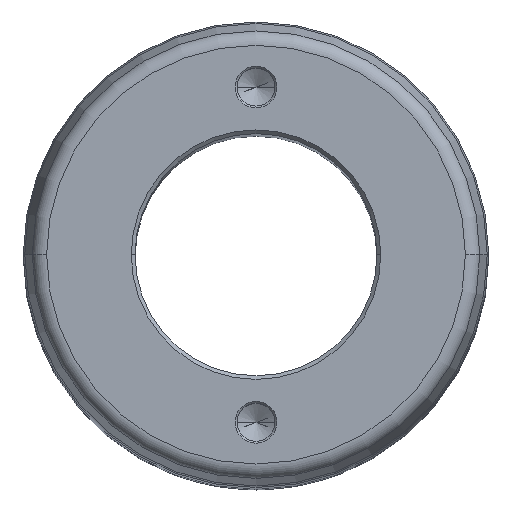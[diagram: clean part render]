
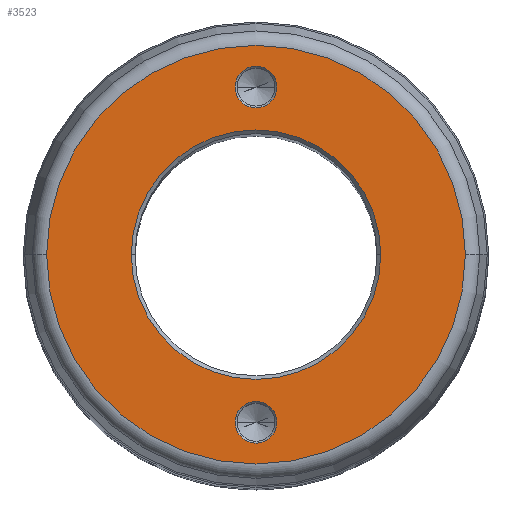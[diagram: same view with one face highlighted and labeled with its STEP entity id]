
A CAD part, top view. The second image highlights one B-rep face of the part: STEP entity #3523.
In plain terms, the highlighted planar face has unit normal (0, 0, 1).
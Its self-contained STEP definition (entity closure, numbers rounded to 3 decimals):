
#5 = CARTESIAN_POINT ( 'NONE',  ( -56.215, 0., 400. ) ) ;
#39 = ORIENTED_EDGE ( 'NONE', *, *, #2175, .T. ) ;
#74 = CIRCLE ( 'NONE', #1829, 5.6 ) ;
#180 = DIRECTION ( 'NONE',  ( 0., 0., 1. ) ) ;
#187 = EDGE_LOOP ( 'NONE', ( #1618, #39 ) ) ;
#209 = CARTESIAN_POINT ( 'NONE',  ( 0., 0., 400. ) ) ;
#399 = AXIS2_PLACEMENT_3D ( 'NONE', #2161, #420, #1015 ) ;
#420 = DIRECTION ( 'NONE',  ( 0., 0., -1. ) ) ;
#452 = EDGE_CURVE ( 'NONE', #1139, #3386, #973, .T. ) ;
#538 = CARTESIAN_POINT ( 'NONE',  ( 33.5, 0., 400. ) ) ;
#552 = EDGE_CURVE ( 'NONE', #3090, #872, #1332, .T. ) ;
#565 = CARTESIAN_POINT ( 'NONE',  ( 5.6, 45., 400. ) ) ;
#646 = CARTESIAN_POINT ( 'NONE',  ( 0., 45., 400. ) ) ;
#666 = CARTESIAN_POINT ( 'NONE',  ( 56.215, 0., 400. ) ) ;
#701 = CARTESIAN_POINT ( 'NONE',  ( 0., 45., 400. ) ) ;
#704 = CARTESIAN_POINT ( 'NONE',  ( 5.6, -45., 400. ) ) ;
#748 = EDGE_CURVE ( 'NONE', #893, #2318, #2230, .T. ) ;
#759 = FACE_OUTER_BOUND ( 'NONE', #1262, .T. ) ;
#798 = CIRCLE ( 'NONE', #399, 5.6 ) ;
#829 = EDGE_CURVE ( 'NONE', #872, #3090, #74, .T. ) ;
#847 = FACE_BOUND ( 'NONE', #1880, .T. ) ;
#872 = VERTEX_POINT ( 'NONE', #2878 ) ;
#893 = VERTEX_POINT ( 'NONE', #2090 ) ;
#961 = CARTESIAN_POINT ( 'NONE',  ( 0., -45., 400. ) ) ;
#973 = CIRCLE ( 'NONE', #2085, 5.6 ) ;
#1015 = DIRECTION ( 'NONE',  ( 1., 0., 0. ) ) ;
#1074 = CARTESIAN_POINT ( 'NONE',  ( 0., 0., 400. ) ) ;
#1087 = DIRECTION ( 'NONE',  ( 0., 0., 1. ) ) ;
#1126 = AXIS2_PLACEMENT_3D ( 'NONE', #2529, #3654, #2498 ) ;
#1129 = DIRECTION ( 'NONE',  ( 0., 0., -1. ) ) ;
#1139 = VERTEX_POINT ( 'NONE', #704 ) ;
#1262 = EDGE_LOOP ( 'NONE', ( #3651, #2255 ) ) ;
#1326 = ORIENTED_EDGE ( 'NONE', *, *, #829, .T. ) ;
#1327 = DIRECTION ( 'NONE',  ( 1., 0., 0. ) ) ;
#1332 = CIRCLE ( 'NONE', #3068, 5.6 ) ;
#1334 = CARTESIAN_POINT ( 'NONE',  ( -5.6, -45., 400. ) ) ;
#1471 = VERTEX_POINT ( 'NONE', #666 ) ;
#1533 = ORIENTED_EDGE ( 'NONE', *, *, #748, .T. ) ;
#1573 = DIRECTION ( 'NONE',  ( 1., 0., 0. ) ) ;
#1618 = ORIENTED_EDGE ( 'NONE', *, *, #452, .T. ) ;
#1631 = FACE_BOUND ( 'NONE', #3558, .T. ) ;
#1680 = EDGE_CURVE ( 'NONE', #2318, #893, #3193, .T. ) ;
#1772 = DIRECTION ( 'NONE',  ( 1., 0., 0. ) ) ;
#1829 = AXIS2_PLACEMENT_3D ( 'NONE', #646, #3528, #1832 ) ;
#1832 = DIRECTION ( 'NONE',  ( 1., 0., 0. ) ) ;
#1880 = EDGE_LOOP ( 'NONE', ( #2329, #1533 ) ) ;
#2023 = AXIS2_PLACEMENT_3D ( 'NONE', #209, #1087, #3660 ) ;
#2085 = AXIS2_PLACEMENT_3D ( 'NONE', #961, #2679, #2114 ) ;
#2090 = CARTESIAN_POINT ( 'NONE',  ( -33.5, 0., 400. ) ) ;
#2114 = DIRECTION ( 'NONE',  ( 1., 0., 0. ) ) ;
#2127 = DIRECTION ( 'NONE',  ( 0., 0., -1. ) ) ;
#2161 = CARTESIAN_POINT ( 'NONE',  ( 0., -45., 400. ) ) ;
#2175 = EDGE_CURVE ( 'NONE', #3386, #1139, #798, .T. ) ;
#2188 = ORIENTED_EDGE ( 'NONE', *, *, #552, .T. ) ;
#2230 = CIRCLE ( 'NONE', #3013, 33.5 ) ;
#2255 = ORIENTED_EDGE ( 'NONE', *, *, #3335, .T. ) ;
#2314 = CARTESIAN_POINT ( 'NONE',  ( 0., 0., 400. ) ) ;
#2318 = VERTEX_POINT ( 'NONE', #538 ) ;
#2329 = ORIENTED_EDGE ( 'NONE', *, *, #1680, .T. ) ;
#2498 = DIRECTION ( 'NONE',  ( 1., 0., 0. ) ) ;
#2529 = CARTESIAN_POINT ( 'NONE',  ( 0., 0., 400. ) ) ;
#2642 = EDGE_CURVE ( 'NONE', #1471, #3634, #3322, .T. ) ;
#2679 = DIRECTION ( 'NONE',  ( 0., 0., -1. ) ) ;
#2709 = FACE_BOUND ( 'NONE', #187, .T. ) ;
#2762 = AXIS2_PLACEMENT_3D ( 'NONE', #3645, #3061, #1327 ) ;
#2819 = PLANE ( 'NONE',  #3368 ) ;
#2878 = CARTESIAN_POINT ( 'NONE',  ( -5.6, 45., 400. ) ) ;
#2925 = CIRCLE ( 'NONE', #2023, 56.215 ) ;
#3013 = AXIS2_PLACEMENT_3D ( 'NONE', #2314, #1129, #1772 ) ;
#3061 = DIRECTION ( 'NONE',  ( 0., 0., -1. ) ) ;
#3068 = AXIS2_PLACEMENT_3D ( 'NONE', #701, #2127, #1573 ) ;
#3090 = VERTEX_POINT ( 'NONE', #565 ) ;
#3193 = CIRCLE ( 'NONE', #2762, 33.5 ) ;
#3322 = CIRCLE ( 'NONE', #1126, 56.215 ) ;
#3335 = EDGE_CURVE ( 'NONE', #3634, #1471, #2925, .T. ) ;
#3341 = DIRECTION ( 'NONE',  ( 1., 0., 0. ) ) ;
#3368 = AXIS2_PLACEMENT_3D ( 'NONE', #1074, #180, #3341 ) ;
#3386 = VERTEX_POINT ( 'NONE', #1334 ) ;
#3523 = ADVANCED_FACE ( 'NONE', ( #2709, #1631, #847, #759 ), #2819, .T. ) ;
#3528 = DIRECTION ( 'NONE',  ( 0., 0., -1. ) ) ;
#3558 = EDGE_LOOP ( 'NONE', ( #2188, #1326 ) ) ;
#3634 = VERTEX_POINT ( 'NONE', #5 ) ;
#3645 = CARTESIAN_POINT ( 'NONE',  ( 0., 0., 400. ) ) ;
#3651 = ORIENTED_EDGE ( 'NONE', *, *, #2642, .T. ) ;
#3654 = DIRECTION ( 'NONE',  ( 0., 0., 1. ) ) ;
#3660 = DIRECTION ( 'NONE',  ( 1., 0., 0. ) ) ;
